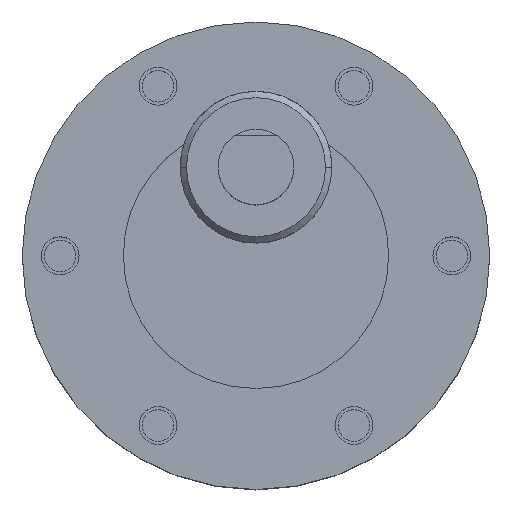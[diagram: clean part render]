
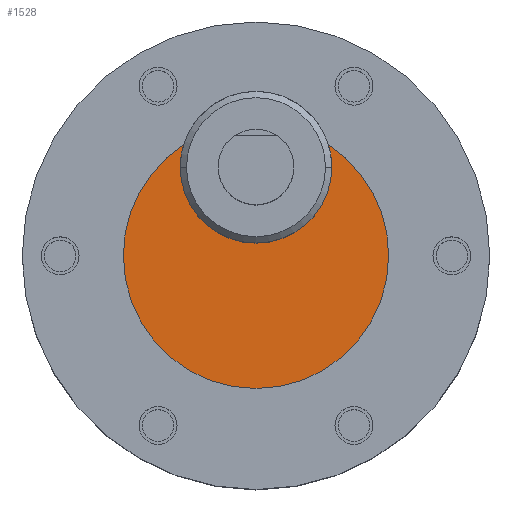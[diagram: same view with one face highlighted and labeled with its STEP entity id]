
A CAD part, top view. The second image highlights one B-rep face of the part: STEP entity #1528.
In plain terms, the highlighted planar face has unit normal (0, 0, 1).
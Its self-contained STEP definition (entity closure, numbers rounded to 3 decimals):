
#39 = CARTESIAN_POINT ( 'NONE',  ( 0., 0., -0.5 ) ) ;
#74 = VERTEX_POINT ( 'NONE', #1774 ) ;
#76 = VERTEX_POINT ( 'NONE', #1842 ) ;
#90 = AXIS2_PLACEMENT_3D ( 'NONE', #39, #1102, #1103 ) ;
#95 = VERTEX_POINT ( 'NONE', #1811 ) ;
#99 = VERTEX_POINT ( 'NONE', #1730 ) ;
#107 = VERTEX_POINT ( 'NONE', #1801 ) ;
#114 = VERTEX_POINT ( 'NONE', #1742 ) ;
#409 = CIRCLE ( 'NONE', #431, 6. ) ;
#418 = CIRCLE ( 'NONE', #419, 10.5 ) ;
#419 = AXIS2_PLACEMENT_3D ( 'NONE', #1583, #1585, #1586 ) ;
#420 = CIRCLE ( 'NONE', #427, 6. ) ;
#423 = CIRCLE ( 'NONE', #424, 10.5 ) ;
#424 = AXIS2_PLACEMENT_3D ( 'NONE', #1593, #1595, #1597 ) ;
#427 = AXIS2_PLACEMENT_3D ( 'NONE', #1603, #1604, #1605 ) ;
#431 = AXIS2_PLACEMENT_3D ( 'NONE', #1616, #1617, #1618 ) ;
#632 = FACE_OUTER_BOUND ( 'NONE', #920, .T. ) ;
#855 = CIRCLE ( 'NONE', #863, 6. ) ;
#858 = AXIS2_PLACEMENT_3D ( 'NONE', #1136, #1137, #1138 ) ;
#863 = AXIS2_PLACEMENT_3D ( 'NONE', #1132, #1133, #1134 ) ;
#920 = EDGE_LOOP ( 'NONE', ( #1092, #1087, #1090, #1088, #1086, #1084 ) ) ;
#1084 = ORIENTED_EDGE ( 'NONE', *, *, #2036, .T. ) ;
#1086 = ORIENTED_EDGE ( 'NONE', *, *, #1526, .T. ) ;
#1087 = ORIENTED_EDGE ( 'NONE', *, *, #2033, .T. ) ;
#1088 = ORIENTED_EDGE ( 'NONE', *, *, #2040, .T. ) ;
#1090 = ORIENTED_EDGE ( 'NONE', *, *, #2030, .T. ) ;
#1092 = ORIENTED_EDGE ( 'NONE', *, *, #1500, .T. ) ;
#1102 = DIRECTION ( 'NONE',  ( 0., 0., 1. ) ) ;
#1103 = DIRECTION ( 'NONE',  ( 1., 0., 0. ) ) ;
#1132 = CARTESIAN_POINT ( 'NONE',  ( 0., 7., -0.5 ) ) ;
#1133 = DIRECTION ( 'NONE',  ( 0., 0., -1. ) ) ;
#1134 = DIRECTION ( 'NONE',  ( 1., 0., 0. ) ) ;
#1135 = PLANE ( 'NONE',  #858 ) ;
#1136 = CARTESIAN_POINT ( 'NONE',  ( 0., 3.5, -0.5 ) ) ;
#1137 = DIRECTION ( 'NONE',  ( 0., 0., 1. ) ) ;
#1138 = DIRECTION ( 'NONE',  ( 1., 0., 0. ) ) ;
#1500 = EDGE_CURVE ( 'NONE', #114, #76, #2076, .T. ) ;
#1526 = EDGE_CURVE ( 'NONE', #99, #74, #855, .T. ) ;
#1528 = ADVANCED_FACE ( 'NONE', ( #632 ), #1135, .T. ) ;
#1583 = CARTESIAN_POINT ( 'NONE',  ( 0., 0., -0.5 ) ) ;
#1585 = DIRECTION ( 'NONE',  ( 0., 0., 1. ) ) ;
#1586 = DIRECTION ( 'NONE',  ( 1., 0., 0. ) ) ;
#1593 = CARTESIAN_POINT ( 'NONE',  ( 0., 0., -0.5 ) ) ;
#1595 = DIRECTION ( 'NONE',  ( 0., 0., 1. ) ) ;
#1597 = DIRECTION ( 'NONE',  ( 1., 0., 0. ) ) ;
#1603 = CARTESIAN_POINT ( 'NONE',  ( 0., 7., -0.5 ) ) ;
#1604 = DIRECTION ( 'NONE',  ( 0., 0., -1. ) ) ;
#1605 = DIRECTION ( 'NONE',  ( 1., 0., 0. ) ) ;
#1616 = CARTESIAN_POINT ( 'NONE',  ( 0., 7., -0.5 ) ) ;
#1617 = DIRECTION ( 'NONE',  ( 0., 0., -1. ) ) ;
#1618 = DIRECTION ( 'NONE',  ( 1., 0., 0. ) ) ;
#1730 = CARTESIAN_POINT ( 'NONE',  ( 6., 7., -0.5 ) ) ;
#1742 = CARTESIAN_POINT ( 'NONE',  ( -5.723, 8.804, -0.5 ) ) ;
#1774 = CARTESIAN_POINT ( 'NONE',  ( -6., 7., -0.5 ) ) ;
#1801 = CARTESIAN_POINT ( 'NONE',  ( 5.723, 8.804, -0.5 ) ) ;
#1811 = CARTESIAN_POINT ( 'NONE',  ( 10.5, 0., -0.5 ) ) ;
#1842 = CARTESIAN_POINT ( 'NONE',  ( -10.5, 0., -0.5 ) ) ;
#2030 = EDGE_CURVE ( 'NONE', #95, #107, #418, .T. ) ;
#2033 = EDGE_CURVE ( 'NONE', #76, #95, #423, .T. ) ;
#2036 = EDGE_CURVE ( 'NONE', #74, #114, #420, .T. ) ;
#2040 = EDGE_CURVE ( 'NONE', #107, #99, #409, .T. ) ;
#2076 = CIRCLE ( 'NONE', #90, 10.5 ) ;
